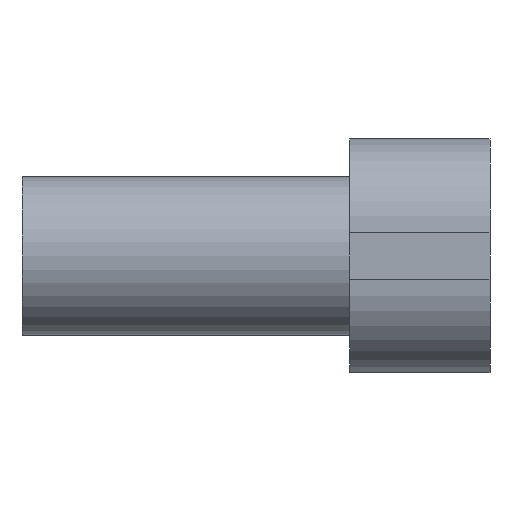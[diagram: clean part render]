
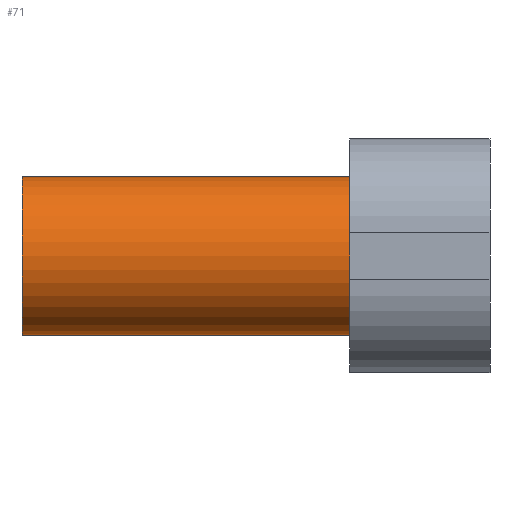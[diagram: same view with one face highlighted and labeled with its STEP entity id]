
A CAD part, front view. The second image highlights one B-rep face of the part: STEP entity #71.
In plain terms, the highlighted cylindrical face has radius 8.5 mm (diameter 17 mm), a full revolution.
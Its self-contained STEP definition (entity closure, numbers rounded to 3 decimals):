
#71=ADVANCED_FACE('',(#190,#192),#194,.T.);
#190=FACE_OUTER_BOUND('',#191,.T.);
#191=EDGE_LOOP('',(#290));
#192=FACE_OUTER_BOUND('',#193,.T.);
#193=EDGE_LOOP('',(#291));
#194=CYLINDRICAL_SURFACE('',#195,8.5);
#195=AXIS2_PLACEMENT_3D('',#196,#197,#198);
#196=CARTESIAN_POINT('',(-35.,-343.62,0.));
#197=DIRECTION('',(1.,0.,0.));
#198=DIRECTION('',(0.,0.,1.));
#290=ORIENTED_EDGE('',*,*,#344,.T.);
#291=ORIENTED_EDGE('',*,*,#346,.T.);
#344=EDGE_CURVE('',#389,#389,#390,.F.);
#346=EDGE_CURVE('',#393,#393,#394,.T.);
#389=VERTEX_POINT('',#480);
#390=CIRCLE('',#481,8.5);
#393=VERTEX_POINT('',#490);
#394=CIRCLE('',#491,8.5);
#480=CARTESIAN_POINT('',(0.,-343.62,8.5));
#481=AXIS2_PLACEMENT_3D('',#482,#483,#484);
#482=CARTESIAN_POINT('',(0.,-343.62,0.));
#483=DIRECTION('',(1.,0.,0.));
#484=DIRECTION('',(0.,0.,1.));
#490=CARTESIAN_POINT('',(-35.,-343.62,8.5));
#491=AXIS2_PLACEMENT_3D('',#492,#493,#494);
#492=CARTESIAN_POINT('',(-35.,-343.62,0.));
#493=DIRECTION('',(1.,0.,0.));
#494=DIRECTION('',(0.,0.,1.));
